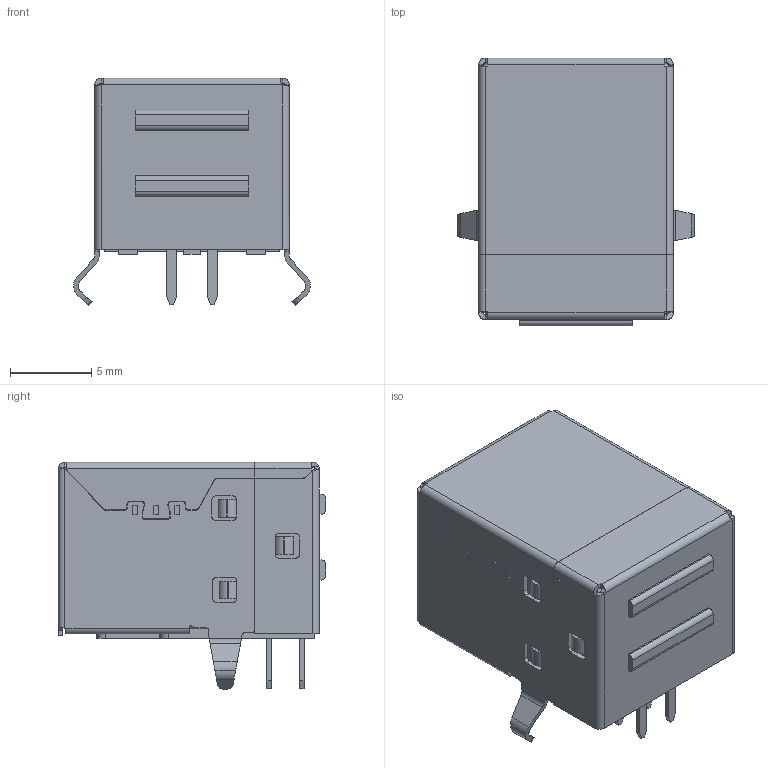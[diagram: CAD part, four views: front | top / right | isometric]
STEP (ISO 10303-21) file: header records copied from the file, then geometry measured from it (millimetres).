
FILE_DESCRIPTION(('FreeCAD Model'),'2;1');
FILE_NAME('AU-Y1007.step','2020-03-02T21:01:17' ,('kicad StepUp'),('ksu MCAD'),'Open CASCADE STEP processor 7.3', 'FreeCAD','Unknown');
FILE_SCHEMA(('AUTOMOTIVE_DESIGN { 1 0 10303 214 1 1 1 1 }'));
Products named in the file (1): AU-Y1007
Bounding box: 14.6 x 16.5 x 14 mm (x, y, z)
Volume: 1439.1 mm3; surface area: 3143.4 mm2
Topology: 13 solids, 13 shells, 608 faces, 4701 edges, 13529 vertices
Faces by surface type: plane 402, cylinder 190, bspline 10, sphere 6
Entity records: 54869 total; most frequent: CARTESIAN_POINT 19799, DIRECTION 6667, LINE 3513, VECTOR 3513, GEOMETRIC_CURVE_SET 3131, ORIENTED_EDGE 3130, TRIMMED_CURVE 3130, AXIS2_PLACEMENT_3D 1577
